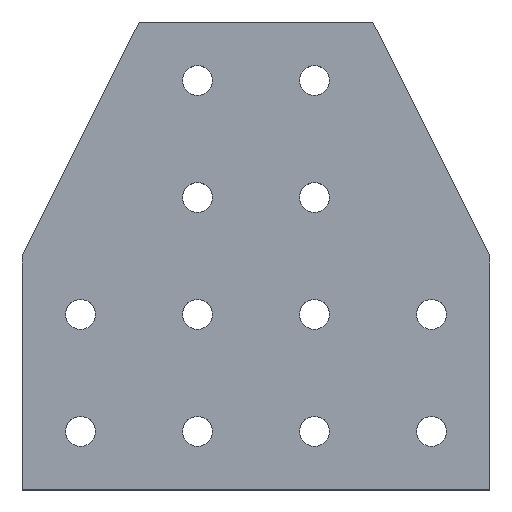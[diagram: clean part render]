
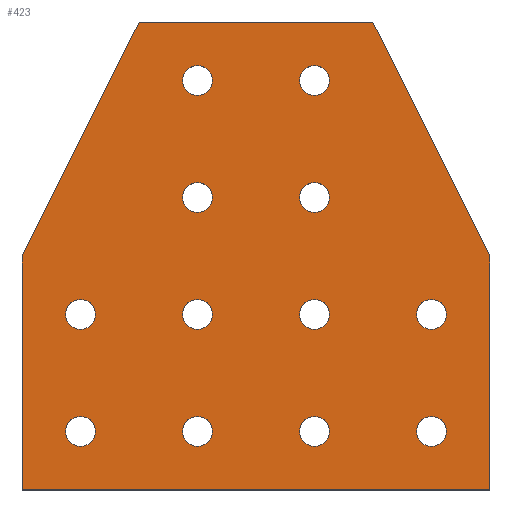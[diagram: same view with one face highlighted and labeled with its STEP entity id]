
A CAD part, top view. The second image highlights one B-rep face of the part: STEP entity #423.
In plain terms, the highlighted planar face has unit normal (0, 0, 1).
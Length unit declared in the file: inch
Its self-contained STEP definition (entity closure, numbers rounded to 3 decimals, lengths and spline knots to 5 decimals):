
#15=FACE_BOUND('',#86,.T.);
#16=FACE_BOUND('',#87,.T.);
#17=FACE_BOUND('',#88,.T.);
#18=FACE_BOUND('',#89,.T.);
#19=FACE_BOUND('',#90,.T.);
#20=FACE_BOUND('',#91,.T.);
#21=FACE_BOUND('',#92,.T.);
#22=FACE_BOUND('',#93,.T.);
#23=FACE_BOUND('',#94,.T.);
#24=FACE_BOUND('',#95,.T.);
#25=FACE_BOUND('',#96,.T.);
#26=FACE_BOUND('',#97,.T.);
#45=PLANE('',#487);
#65=FACE_OUTER_BOUND('',#85,.T.);
#85=EDGE_LOOP('',(#357,#358,#359,#360,#361,#362));
#86=EDGE_LOOP('',(#363));
#87=EDGE_LOOP('',(#364));
#88=EDGE_LOOP('',(#365));
#89=EDGE_LOOP('',(#366));
#90=EDGE_LOOP('',(#367));
#91=EDGE_LOOP('',(#368));
#92=EDGE_LOOP('',(#369));
#93=EDGE_LOOP('',(#370));
#94=EDGE_LOOP('',(#371));
#95=EDGE_LOOP('',(#372));
#96=EDGE_LOOP('',(#373));
#97=EDGE_LOOP('',(#374));
#125=LINE('',#689,#155);
#128=LINE('',#695,#158);
#131=LINE('',#701,#161);
#134=LINE('',#707,#164);
#137=LINE('',#713,#167);
#140=LINE('',#717,#170);
#155=VECTOR('',#579,0.3937);
#158=VECTOR('',#584,0.3937);
#161=VECTOR('',#589,0.3937);
#164=VECTOR('',#594,0.3937);
#167=VECTOR('',#599,0.3937);
#170=VECTOR('',#604,0.3937);
#171=CIRCLE('',#446,0.128);
#173=CIRCLE('',#449,0.128);
#175=CIRCLE('',#452,0.128);
#177=CIRCLE('',#455,0.128);
#179=CIRCLE('',#458,0.128);
#181=CIRCLE('',#461,0.128);
#183=CIRCLE('',#464,0.128);
#185=CIRCLE('',#467,0.128);
#187=CIRCLE('',#470,0.128);
#189=CIRCLE('',#473,0.128);
#191=CIRCLE('',#476,0.128);
#193=CIRCLE('',#479,0.128);
#195=VERTEX_POINT('',#611);
#197=VERTEX_POINT('',#617);
#199=VERTEX_POINT('',#623);
#201=VERTEX_POINT('',#629);
#203=VERTEX_POINT('',#635);
#205=VERTEX_POINT('',#641);
#207=VERTEX_POINT('',#647);
#209=VERTEX_POINT('',#653);
#211=VERTEX_POINT('',#659);
#213=VERTEX_POINT('',#665);
#215=VERTEX_POINT('',#671);
#217=VERTEX_POINT('',#677);
#221=VERTEX_POINT('',#686);
#222=VERTEX_POINT('',#688);
#224=VERTEX_POINT('',#694);
#226=VERTEX_POINT('',#700);
#228=VERTEX_POINT('',#706);
#230=VERTEX_POINT('',#712);
#231=EDGE_CURVE('',#195,#195,#171,.T.);
#234=EDGE_CURVE('',#197,#197,#173,.T.);
#237=EDGE_CURVE('',#199,#199,#175,.T.);
#240=EDGE_CURVE('',#201,#201,#177,.T.);
#243=EDGE_CURVE('',#203,#203,#179,.T.);
#246=EDGE_CURVE('',#205,#205,#181,.T.);
#249=EDGE_CURVE('',#207,#207,#183,.T.);
#252=EDGE_CURVE('',#209,#209,#185,.T.);
#255=EDGE_CURVE('',#211,#211,#187,.T.);
#258=EDGE_CURVE('',#213,#213,#189,.T.);
#261=EDGE_CURVE('',#215,#215,#191,.T.);
#264=EDGE_CURVE('',#217,#217,#193,.T.);
#269=EDGE_CURVE('',#222,#221,#125,.T.);
#272=EDGE_CURVE('',#224,#222,#128,.T.);
#275=EDGE_CURVE('',#226,#224,#131,.T.);
#278=EDGE_CURVE('',#228,#226,#134,.T.);
#281=EDGE_CURVE('',#230,#228,#137,.T.);
#284=EDGE_CURVE('',#221,#230,#140,.T.);
#357=ORIENTED_EDGE('',*,*,#284,.T.);
#358=ORIENTED_EDGE('',*,*,#281,.T.);
#359=ORIENTED_EDGE('',*,*,#278,.T.);
#360=ORIENTED_EDGE('',*,*,#275,.T.);
#361=ORIENTED_EDGE('',*,*,#272,.T.);
#362=ORIENTED_EDGE('',*,*,#269,.T.);
#363=ORIENTED_EDGE('',*,*,#264,.T.);
#364=ORIENTED_EDGE('',*,*,#261,.T.);
#365=ORIENTED_EDGE('',*,*,#258,.T.);
#366=ORIENTED_EDGE('',*,*,#255,.T.);
#367=ORIENTED_EDGE('',*,*,#252,.T.);
#368=ORIENTED_EDGE('',*,*,#249,.T.);
#369=ORIENTED_EDGE('',*,*,#246,.T.);
#370=ORIENTED_EDGE('',*,*,#243,.T.);
#371=ORIENTED_EDGE('',*,*,#240,.T.);
#372=ORIENTED_EDGE('',*,*,#237,.T.);
#373=ORIENTED_EDGE('',*,*,#234,.T.);
#374=ORIENTED_EDGE('',*,*,#231,.T.);
#423=ADVANCED_FACE('',(#65,#15,#16,#17,#18,#19,#20,#21,#22,#23,#24,#25,
#26),#45,.T.);
#446=AXIS2_PLACEMENT_3D('',#612,#493,#494);
#449=AXIS2_PLACEMENT_3D('',#618,#500,#501);
#452=AXIS2_PLACEMENT_3D('',#624,#507,#508);
#455=AXIS2_PLACEMENT_3D('',#630,#514,#515);
#458=AXIS2_PLACEMENT_3D('',#636,#521,#522);
#461=AXIS2_PLACEMENT_3D('',#642,#528,#529);
#464=AXIS2_PLACEMENT_3D('',#648,#535,#536);
#467=AXIS2_PLACEMENT_3D('',#654,#542,#543);
#470=AXIS2_PLACEMENT_3D('',#660,#549,#550);
#473=AXIS2_PLACEMENT_3D('',#666,#556,#557);
#476=AXIS2_PLACEMENT_3D('',#672,#563,#564);
#479=AXIS2_PLACEMENT_3D('',#678,#570,#571);
#487=AXIS2_PLACEMENT_3D('',#718,#605,#606);
#493=DIRECTION('center_axis',(0.,0.,-1.));
#494=DIRECTION('ref_axis',(-1.,0.,0.));
#500=DIRECTION('center_axis',(0.,0.,-1.));
#501=DIRECTION('ref_axis',(-1.,0.,0.));
#507=DIRECTION('center_axis',(0.,0.,-1.));
#508=DIRECTION('ref_axis',(-1.,0.,0.));
#514=DIRECTION('center_axis',(0.,0.,-1.));
#515=DIRECTION('ref_axis',(-1.,0.,0.));
#521=DIRECTION('center_axis',(0.,0.,-1.));
#522=DIRECTION('ref_axis',(-1.,0.,0.));
#528=DIRECTION('center_axis',(0.,0.,-1.));
#529=DIRECTION('ref_axis',(-1.,0.,0.));
#535=DIRECTION('center_axis',(0.,0.,-1.));
#536=DIRECTION('ref_axis',(-1.,0.,0.));
#542=DIRECTION('center_axis',(0.,0.,-1.));
#543=DIRECTION('ref_axis',(-1.,0.,0.));
#549=DIRECTION('center_axis',(0.,0.,-1.));
#550=DIRECTION('ref_axis',(-1.,0.,0.));
#556=DIRECTION('center_axis',(0.,0.,-1.));
#557=DIRECTION('ref_axis',(-1.,0.,0.));
#563=DIRECTION('center_axis',(0.,0.,-1.));
#564=DIRECTION('ref_axis',(-1.,0.,0.));
#570=DIRECTION('center_axis',(0.,0.,-1.));
#571=DIRECTION('ref_axis',(-1.,0.,0.));
#579=DIRECTION('',(-0.447,-0.894,0.));
#584=DIRECTION('',(-1.,0.,0.));
#589=DIRECTION('',(-0.447,0.894,0.));
#594=DIRECTION('',(0.,1.,0.));
#599=DIRECTION('',(1.,0.,0.));
#604=DIRECTION('',(0.,-1.,0.));
#605=DIRECTION('center_axis',(0.,0.,1.));
#606=DIRECTION('ref_axis',(1.,0.,0.));
#611=CARTESIAN_POINT('',(1.628,3.5,0.25));
#612=CARTESIAN_POINT('Origin',(1.5,3.5,0.25));
#617=CARTESIAN_POINT('',(1.628,2.5,0.25));
#618=CARTESIAN_POINT('Origin',(1.5,2.5,0.25));
#623=CARTESIAN_POINT('',(0.628,0.5,0.25));
#624=CARTESIAN_POINT('Origin',(0.5,0.5,0.25));
#629=CARTESIAN_POINT('',(1.628,0.5,0.25));
#630=CARTESIAN_POINT('Origin',(1.5,0.5,0.25));
#635=CARTESIAN_POINT('',(2.628,0.5,0.25));
#636=CARTESIAN_POINT('Origin',(2.5,0.5,0.25));
#641=CARTESIAN_POINT('',(3.628,0.5,0.25));
#642=CARTESIAN_POINT('Origin',(3.5,0.5,0.25));
#647=CARTESIAN_POINT('',(0.628,1.5,0.25));
#648=CARTESIAN_POINT('Origin',(0.5,1.5,0.25));
#653=CARTESIAN_POINT('',(1.628,1.5,0.25));
#654=CARTESIAN_POINT('Origin',(1.5,1.5,0.25));
#659=CARTESIAN_POINT('',(2.628,1.5,0.25));
#660=CARTESIAN_POINT('Origin',(2.5,1.5,0.25));
#665=CARTESIAN_POINT('',(3.628,1.5,0.25));
#666=CARTESIAN_POINT('Origin',(3.5,1.5,0.25));
#671=CARTESIAN_POINT('',(2.628,2.5,0.25));
#672=CARTESIAN_POINT('Origin',(2.5,2.5,0.25));
#677=CARTESIAN_POINT('',(2.628,3.5,0.25));
#678=CARTESIAN_POINT('Origin',(2.5,3.5,0.25));
#686=CARTESIAN_POINT('',(0.,2.,0.25));
#688=CARTESIAN_POINT('',(1.,4.,0.25));
#689=CARTESIAN_POINT('',(1.,4.,0.25));
#694=CARTESIAN_POINT('',(3.,4.,0.25));
#695=CARTESIAN_POINT('',(3.,4.,0.25));
#700=CARTESIAN_POINT('',(4.,2.,0.25));
#701=CARTESIAN_POINT('',(4.,2.,0.25));
#706=CARTESIAN_POINT('',(4.,0.,0.25));
#707=CARTESIAN_POINT('',(4.,0.,0.25));
#712=CARTESIAN_POINT('',(0.,0.,0.25));
#713=CARTESIAN_POINT('',(0.,0.,0.25));
#717=CARTESIAN_POINT('',(0.,2.,0.25));
#718=CARTESIAN_POINT('Origin',(2.,2.,0.25));
